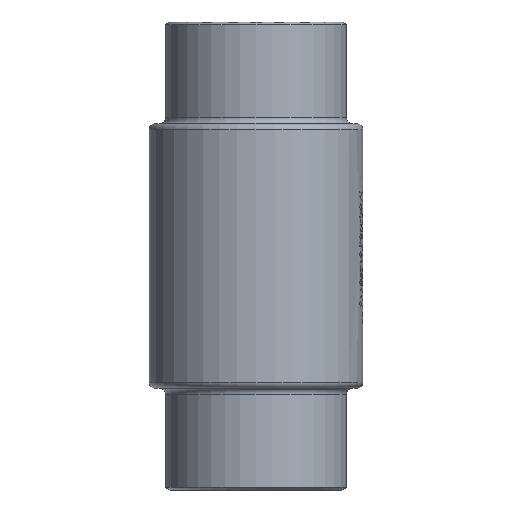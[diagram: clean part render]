
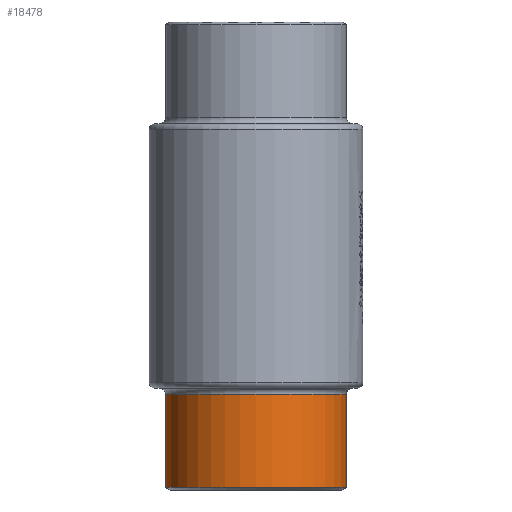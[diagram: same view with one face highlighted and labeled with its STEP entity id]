
A CAD part, front view. The second image highlights one B-rep face of the part: STEP entity #18478.
In plain terms, the highlighted cylindrical face has radius 44.45 mm (diameter 88.9 mm), a partial arc.
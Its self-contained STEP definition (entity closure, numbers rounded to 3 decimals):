
#361 = CARTESIAN_POINT ( 'NONE',  ( 0., 0., -228.73 ) ) ;
#991 = VERTEX_POINT ( 'NONE', #25983 ) ;
#995 = CIRCLE ( 'NONE', #4714, 44.45 ) ;
#997 = DIRECTION ( 'NONE',  ( 1., 0., 0. ) ) ;
#1510 = DIRECTION ( 'NONE',  ( 0., 0., -1. ) ) ;
#2562 = VERTEX_POINT ( 'NONE', #10924 ) ;
#2718 = DIRECTION ( 'NONE',  ( 0., 0., 1. ) ) ;
#3570 = CARTESIAN_POINT ( 'NONE',  ( -44.45, 0., -228.73 ) ) ;
#4122 = CARTESIAN_POINT ( 'NONE',  ( 0., 0., -183. ) ) ;
#4714 = AXIS2_PLACEMENT_3D ( 'NONE', #361, #2718, #9296 ) ;
#6033 = DIRECTION ( 'NONE',  ( 0., 0., -1. ) ) ;
#6128 = VERTEX_POINT ( 'NONE', #20482 ) ;
#6298 = LINE ( 'NONE', #14776, #7004 ) ;
#7004 = VECTOR ( 'NONE', #19592, 1000. ) ;
#7792 = VERTEX_POINT ( 'NONE', #3570 ) ;
#8020 = CYLINDRICAL_SURFACE ( 'NONE', #27489, 44.45 ) ;
#9296 = DIRECTION ( 'NONE',  ( 1., 0., 0. ) ) ;
#9646 = CIRCLE ( 'NONE', #14763, 44.45 ) ;
#10924 = CARTESIAN_POINT ( 'NONE',  ( -44.45, 0., -183. ) ) ;
#11197 = EDGE_CURVE ( 'NONE', #6128, #991, #16565, .T. ) ;
#12869 = VECTOR ( 'NONE', #6033, 1000. ) ;
#13434 = EDGE_CURVE ( 'NONE', #6128, #2562, #9646, .T. ) ;
#14431 = FACE_OUTER_BOUND ( 'NONE', #27355, .T. ) ;
#14753 = ORIENTED_EDGE ( 'NONE', *, *, #24958, .T. ) ;
#14763 = AXIS2_PLACEMENT_3D ( 'NONE', #4122, #1510, #15512 ) ;
#14776 = CARTESIAN_POINT ( 'NONE',  ( -44.45, 0., -230. ) ) ;
#15512 = DIRECTION ( 'NONE',  ( 1., 0., 0. ) ) ;
#16312 = ORIENTED_EDGE ( 'NONE', *, *, #13434, .T. ) ;
#16336 = DIRECTION ( 'NONE',  ( 0., 0., -1. ) ) ;
#16565 = LINE ( 'NONE', #26501, #12869 ) ;
#17282 = EDGE_CURVE ( 'NONE', #2562, #7792, #6298, .T. ) ;
#17524 = ORIENTED_EDGE ( 'NONE', *, *, #11197, .F. ) ;
#18478 = ADVANCED_FACE ( 'NONE', ( #14431 ), #8020, .T. ) ;
#18969 = CARTESIAN_POINT ( 'NONE',  ( 0., 0., -230. ) ) ;
#19592 = DIRECTION ( 'NONE',  ( 0., 0., -1. ) ) ;
#20482 = CARTESIAN_POINT ( 'NONE',  ( 44.45, 0., -183. ) ) ;
#23559 = ORIENTED_EDGE ( 'NONE', *, *, #17282, .T. ) ;
#24958 = EDGE_CURVE ( 'NONE', #7792, #991, #995, .T. ) ;
#25983 = CARTESIAN_POINT ( 'NONE',  ( 44.45, 0., -228.73 ) ) ;
#26501 = CARTESIAN_POINT ( 'NONE',  ( 44.45, 0., -230. ) ) ;
#27355 = EDGE_LOOP ( 'NONE', ( #16312, #23559, #14753, #17524 ) ) ;
#27489 = AXIS2_PLACEMENT_3D ( 'NONE', #18969, #16336, #997 ) ;
